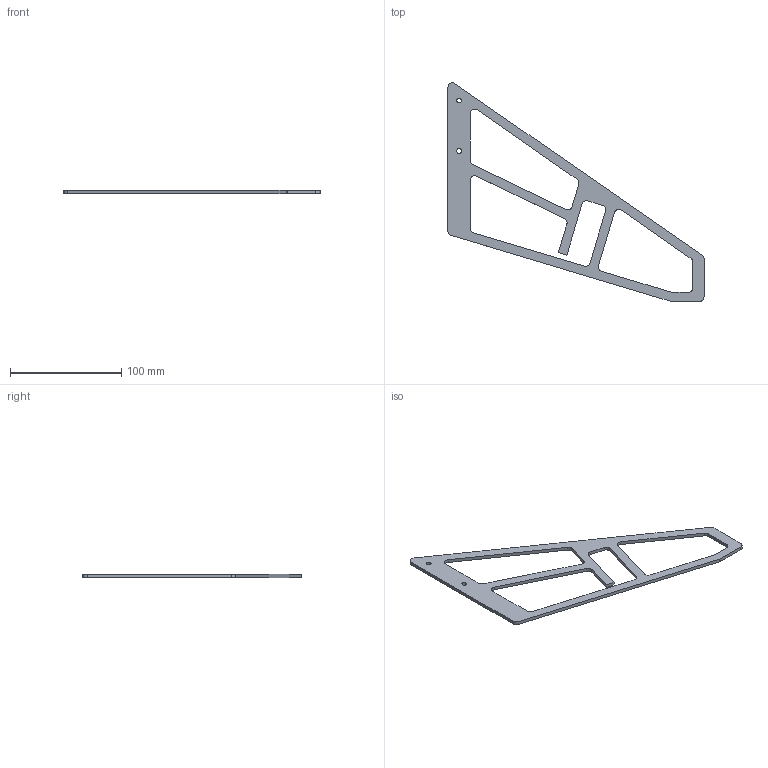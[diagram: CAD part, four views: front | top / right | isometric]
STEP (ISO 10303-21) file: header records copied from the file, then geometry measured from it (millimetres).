
FILE_DESCRIPTION (( 'STEP AP203' ), '1' );
FILE_NAME ('栺颬鳹鳿僗闉_鎕鳧蠈臇鍣_01_11_2023.STEP', '2023-11-01T20:39:53', ( 'Sofia' ), ( 'HP' ), 'SwSTEP 2.0', 'SolidWorks 2023', '' );
FILE_SCHEMA (( 'CONFIG_CONTROL_DESIGN' ));
Length unit declared in the file: millimetre
Products named in the file (1): Стабилизатор_с_антенной_01_11_2023
Bounding box: 230 x 196.34 x 3 mm (x, y, z)
Volume: 26320.4 mm3; surface area: 22584.5 mm2
Topology: 1 solids, 1 shells, 51 faces, 147 edges, 98 vertices
Faces by surface type: cylinder 27, plane 24
Entity records: 1792 total; most frequent: DIRECTION 305, CARTESIAN_POINT 297, ORIENTED_EDGE 294, EDGE_CURVE 147, AXIS2_PLACEMENT_3D 106, VERTEX_POINT 98, LINE 93, VECTOR 93
